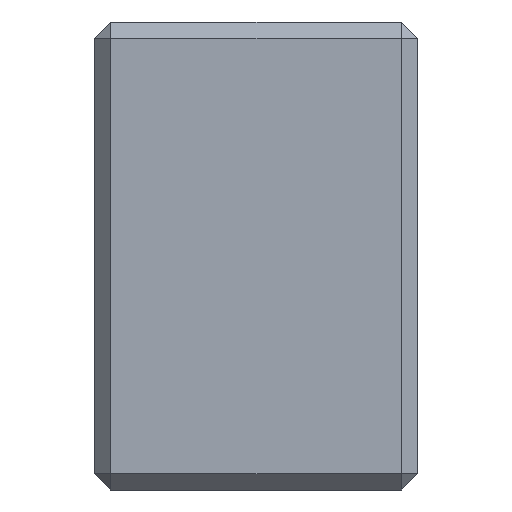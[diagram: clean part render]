
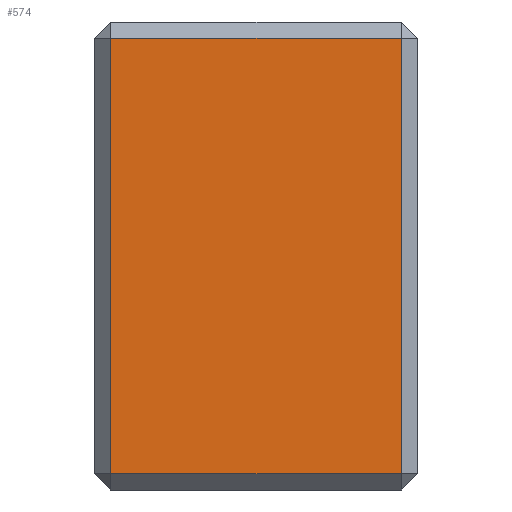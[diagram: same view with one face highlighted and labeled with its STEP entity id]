
A CAD part, left-side view. The second image highlights one B-rep face of the part: STEP entity #574.
In plain terms, the highlighted planar face has unit normal (-1, 0, 0).
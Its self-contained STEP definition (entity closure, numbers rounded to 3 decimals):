
#60=FACE_OUTER_BOUND('',#97,.T.);
#97=EDGE_LOOP('',(#457,#458,#459,#460));
#129=LINE('',#830,#196);
#152=LINE('',#877,#219);
#155=LINE('',#881,#222);
#166=LINE('',#899,#233);
#196=VECTOR('',#663,10.);
#219=VECTOR('',#704,10.);
#222=VECTOR('',#709,10.);
#233=VECTOR('',#730,10.);
#251=VERTEX_POINT('',#803);
#258=VERTEX_POINT('',#818);
#264=VERTEX_POINT('',#836);
#272=VERTEX_POINT('',#855);
#305=EDGE_CURVE('',#251,#258,#129,.T.);
#328=EDGE_CURVE('',#258,#272,#152,.T.);
#331=EDGE_CURVE('',#272,#264,#155,.T.);
#342=EDGE_CURVE('',#264,#251,#166,.T.);
#457=ORIENTED_EDGE('',*,*,#305,.F.);
#458=ORIENTED_EDGE('',*,*,#342,.F.);
#459=ORIENTED_EDGE('',*,*,#331,.F.);
#460=ORIENTED_EDGE('',*,*,#328,.F.);
#541=PLANE('',#614);
#574=ADVANCED_FACE('',(#60),#541,.T.);
#614=AXIS2_PLACEMENT_3D('',#915,#745,#746);
#663=DIRECTION('',(0.,0.,1.));
#704=DIRECTION('',(0.,-1.,0.));
#709=DIRECTION('',(0.,0.,-1.));
#730=DIRECTION('',(0.,1.,0.));
#745=DIRECTION('center_axis',(-1.,0.,0.));
#746=DIRECTION('ref_axis',(0.,1.,0.));
#803=CARTESIAN_POINT('',(-29.5,94.5,362.95));
#818=CARTESIAN_POINT('',(-29.5,94.5,376.45));
#830=CARTESIAN_POINT('',(-29.5,94.5,376.95));
#836=CARTESIAN_POINT('',(-29.5,85.5,362.95));
#855=CARTESIAN_POINT('',(-29.5,85.5,376.45));
#877=CARTESIAN_POINT('',(-29.5,87.5,376.45));
#881=CARTESIAN_POINT('',(-29.5,85.5,376.95));
#899=CARTESIAN_POINT('',(-29.5,87.5,362.95));
#915=CARTESIAN_POINT('Origin',(-29.5,85.,376.95));
